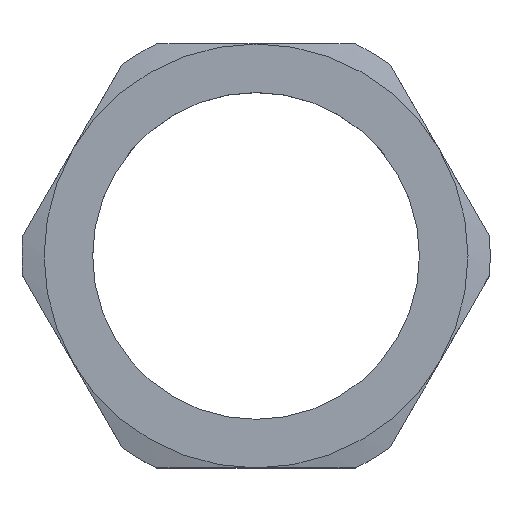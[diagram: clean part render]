
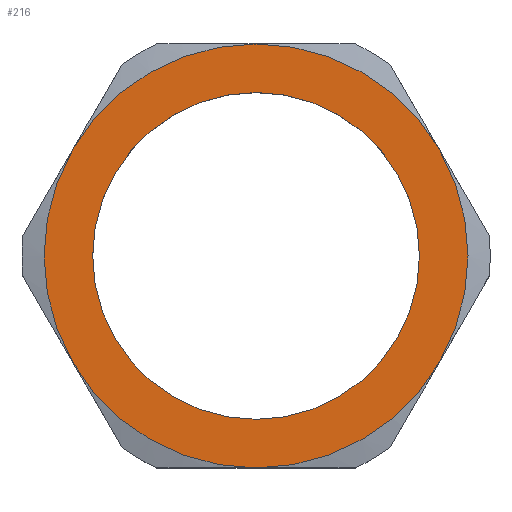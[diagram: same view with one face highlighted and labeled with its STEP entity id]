
A CAD part, top view. The second image highlights one B-rep face of the part: STEP entity #216.
In plain terms, the highlighted planar face has unit normal (0, 0, 1).
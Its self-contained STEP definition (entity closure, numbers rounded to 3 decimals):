
#2 = VERTEX_POINT ( 'NONE', #559 ) ;
#7 = AXIS2_PLACEMENT_3D ( 'NONE', #589, #588, #583 ) ;
#19 = CARTESIAN_POINT ( 'NONE',  ( 0., 0., 1.75 ) ) ;
#33 = ORIENTED_EDGE ( 'NONE', *, *, #188, .F. ) ;
#43 = ORIENTED_EDGE ( 'NONE', *, *, #421, .F. ) ;
#46 = VERTEX_POINT ( 'NONE', #661 ) ;
#51 = AXIS2_PLACEMENT_3D ( 'NONE', #607, #606, #602 ) ;
#60 = EDGE_LOOP ( 'NONE', ( #710, #43 ) ) ;
#62 = AXIS2_PLACEMENT_3D ( 'NONE', #505, #502, #500 ) ;
#92 = AXIS2_PLACEMENT_3D ( 'NONE', #655, #653, #652 ) ;
#95 = AXIS2_PLACEMENT_3D ( 'NONE', #738, #723, #721 ) ;
#97 = VERTEX_POINT ( 'NONE', #610 ) ;
#98 = ORIENTED_EDGE ( 'NONE', *, *, #185, .F. ) ;
#104 = AXIS2_PLACEMENT_3D ( 'NONE', #693, #692, #690 ) ;
#113 = AXIS2_PLACEMENT_3D ( 'NONE', #752, #750, #749 ) ;
#122 = AXIS2_PLACEMENT_3D ( 'NONE', #19, #375, #372 ) ;
#126 = AXIS2_PLACEMENT_3D ( 'NONE', #314, #312, #334 ) ;
#157 = ORIENTED_EDGE ( 'NONE', *, *, #205, .F. ) ;
#185 = EDGE_CURVE ( 'NONE', #627, #2, #411, .T. ) ;
#188 = EDGE_CURVE ( 'NONE', #2, #603, #319, .T. ) ;
#191 = EDGE_LOOP ( 'NONE', ( #98, #572, #511, #615, #157, #33 ) ) ;
#201 = CIRCLE ( 'NONE', #92, 12. ) ;
#205 = EDGE_CURVE ( 'NONE', #603, #97, #366, .T. ) ;
#216 = ADVANCED_FACE ( 'NONE', ( #348, #333 ), #740, .T. ) ;
#243 = EDGE_CURVE ( 'NONE', #97, #46, #330, .T. ) ;
#258 = CIRCLE ( 'NONE', #62, 9.25 ) ;
#276 = EDGE_CURVE ( 'NONE', #46, #703, #201, .T. ) ;
#280 = CARTESIAN_POINT ( 'NONE',  ( -10.392, 6., 1.75 ) ) ;
#312 = DIRECTION ( 'NONE',  ( 0., 0., -1. ) ) ;
#314 = CARTESIAN_POINT ( 'NONE',  ( 0., 0., 1.75 ) ) ;
#319 = CIRCLE ( 'NONE', #126, 12. ) ;
#324 = CARTESIAN_POINT ( 'NONE',  ( 0., 12., 1.75 ) ) ;
#326 = EDGE_CURVE ( 'NONE', #703, #627, #441, .T. ) ;
#330 = CIRCLE ( 'NONE', #104, 12. ) ;
#333 = FACE_OUTER_BOUND ( 'NONE', #191, .T. ) ;
#334 = DIRECTION ( 'NONE',  ( 0., 1., 0. ) ) ;
#348 = FACE_BOUND ( 'NONE', #60, .T. ) ;
#349 = EDGE_CURVE ( 'NONE', #592, #564, #412, .T. ) ;
#351 = CARTESIAN_POINT ( 'NONE',  ( 9.25, 0., 1.75 ) ) ;
#358 = CARTESIAN_POINT ( 'NONE',  ( 10.392, -6., 1.75 ) ) ;
#361 = CARTESIAN_POINT ( 'NONE',  ( -9.25, 0., 1.75 ) ) ;
#366 = CIRCLE ( 'NONE', #113, 12. ) ;
#372 = DIRECTION ( 'NONE',  ( 0., 1., 0. ) ) ;
#375 = DIRECTION ( 'NONE',  ( 0., 0., -1. ) ) ;
#411 = CIRCLE ( 'NONE', #122, 12. ) ;
#412 = CIRCLE ( 'NONE', #7, 9.25 ) ;
#421 = EDGE_CURVE ( 'NONE', #564, #592, #258, .T. ) ;
#441 = CIRCLE ( 'NONE', #51, 12. ) ;
#500 = DIRECTION ( 'NONE',  ( 1., 0., 0. ) ) ;
#502 = DIRECTION ( 'NONE',  ( 0., 0., 1. ) ) ;
#505 = CARTESIAN_POINT ( 'NONE',  ( 0., 0., 1.75 ) ) ;
#511 = ORIENTED_EDGE ( 'NONE', *, *, #276, .F. ) ;
#559 = CARTESIAN_POINT ( 'NONE',  ( 10.392, 6., 1.75 ) ) ;
#564 = VERTEX_POINT ( 'NONE', #361 ) ;
#572 = ORIENTED_EDGE ( 'NONE', *, *, #326, .F. ) ;
#583 = DIRECTION ( 'NONE',  ( 1., 0., 0. ) ) ;
#588 = DIRECTION ( 'NONE',  ( 0., 0., 1. ) ) ;
#589 = CARTESIAN_POINT ( 'NONE',  ( 0., 0., 1.75 ) ) ;
#592 = VERTEX_POINT ( 'NONE', #351 ) ;
#602 = DIRECTION ( 'NONE',  ( 0., 1., 0. ) ) ;
#603 = VERTEX_POINT ( 'NONE', #358 ) ;
#606 = DIRECTION ( 'NONE',  ( 0., 0., -1. ) ) ;
#607 = CARTESIAN_POINT ( 'NONE',  ( 0., 0., 1.75 ) ) ;
#610 = CARTESIAN_POINT ( 'NONE',  ( 0., -12., 1.75 ) ) ;
#615 = ORIENTED_EDGE ( 'NONE', *, *, #243, .F. ) ;
#627 = VERTEX_POINT ( 'NONE', #324 ) ;
#652 = DIRECTION ( 'NONE',  ( 0., 1., 0. ) ) ;
#653 = DIRECTION ( 'NONE',  ( 0., 0., -1. ) ) ;
#655 = CARTESIAN_POINT ( 'NONE',  ( 0., 0., 1.75 ) ) ;
#661 = CARTESIAN_POINT ( 'NONE',  ( -10.392, -6., 1.75 ) ) ;
#690 = DIRECTION ( 'NONE',  ( 0., 1., 0. ) ) ;
#692 = DIRECTION ( 'NONE',  ( 0., 0., -1. ) ) ;
#693 = CARTESIAN_POINT ( 'NONE',  ( 0., 0., 1.75 ) ) ;
#703 = VERTEX_POINT ( 'NONE', #280 ) ;
#710 = ORIENTED_EDGE ( 'NONE', *, *, #349, .F. ) ;
#721 = DIRECTION ( 'NONE',  ( 1., 0., 0. ) ) ;
#723 = DIRECTION ( 'NONE',  ( 0., 0., 1. ) ) ;
#738 = CARTESIAN_POINT ( 'NONE',  ( 0., 0., 1.75 ) ) ;
#740 = PLANE ( 'NONE',  #95 ) ;
#749 = DIRECTION ( 'NONE',  ( 0., 1., 0. ) ) ;
#750 = DIRECTION ( 'NONE',  ( 0., 0., -1. ) ) ;
#752 = CARTESIAN_POINT ( 'NONE',  ( 0., 0., 1.75 ) ) ;
